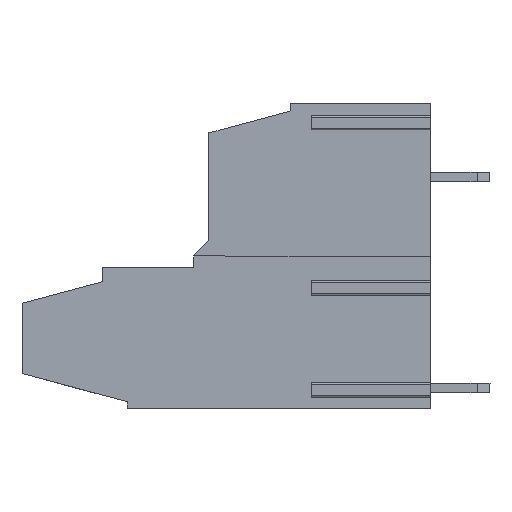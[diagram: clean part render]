
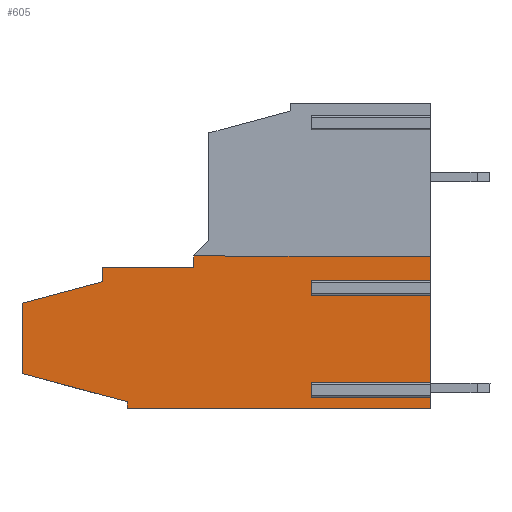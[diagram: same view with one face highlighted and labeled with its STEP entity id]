
A CAD part, left-side view. The second image highlights one B-rep face of the part: STEP entity #605.
In plain terms, the highlighted planar face has unit normal (-1, 0, 0).
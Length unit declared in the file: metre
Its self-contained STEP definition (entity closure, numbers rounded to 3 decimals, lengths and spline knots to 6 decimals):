
#605=ADVANCED_FACE('',(#1300),#1301,.T.);
#1300=FACE_OUTER_BOUND('',#2085,.T.);
#1301=PLANE('',#2086);
#2085=EDGE_LOOP('',(#3817,#3818,#3819,#3820,#3821,#3822,#3823,#3824,#3825,#3826,#3827,#3828,#3829,#3830,#3831,#3832,#3833,#3834));
#2086=AXIS2_PLACEMENT_3D('',#3835,#3836,#3837);
#3817=ORIENTED_EDGE('',*,*,#4638,.T.);
#3818=ORIENTED_EDGE('',*,*,#4958,.F.);
#3819=ORIENTED_EDGE('',*,*,#5312,.F.);
#3820=ORIENTED_EDGE('',*,*,#5313,.T.);
#3821=ORIENTED_EDGE('',*,*,#5314,.T.);
#3822=ORIENTED_EDGE('',*,*,#4832,.T.);
#3823=ORIENTED_EDGE('',*,*,#5281,.T.);
#3824=ORIENTED_EDGE('',*,*,#5229,.T.);
#3825=ORIENTED_EDGE('',*,*,#5315,.T.);
#3826=ORIENTED_EDGE('',*,*,#5108,.T.);
#3827=ORIENTED_EDGE('',*,*,#5122,.T.);
#3828=ORIENTED_EDGE('',*,*,#5257,.T.);
#3829=ORIENTED_EDGE('',*,*,#5148,.T.);
#3830=ORIENTED_EDGE('',*,*,#5316,.T.);
#3831=ORIENTED_EDGE('',*,*,#5022,.T.);
#3832=ORIENTED_EDGE('',*,*,#5035,.F.);
#3833=ORIENTED_EDGE('',*,*,#5086,.F.);
#3834=ORIENTED_EDGE('',*,*,#5317,.T.);
#3835=CARTESIAN_POINT('',(-0.0025,0.026338,-0.020338));
#3836=DIRECTION('',(-1.0,0.,0.));
#3837=DIRECTION('',(0.,0.0,1.0));
#4638=EDGE_CURVE('',#5546,#5543,#5547,.T.);
#4832=EDGE_CURVE('',#5852,#5885,#5887,.T.);
#4958=EDGE_CURVE('',#6085,#5543,#6087,.T.);
#5022=EDGE_CURVE('',#6182,#6180,#6183,.T.);
#5035=EDGE_CURVE('',#6203,#6180,#6205,.T.);
#5086=EDGE_CURVE('',#6277,#6203,#6279,.T.);
#5108=EDGE_CURVE('',#6306,#6308,#6310,.T.);
#5122=EDGE_CURVE('',#6308,#6326,#6328,.T.);
#5148=EDGE_CURVE('',#6361,#6363,#6365,.T.);
#5229=EDGE_CURVE('',#6479,#6477,#6480,.T.);
#5257=EDGE_CURVE('',#6326,#6361,#6515,.T.);
#5281=EDGE_CURVE('',#5885,#6479,#6545,.T.);
#5312=EDGE_CURVE('',#6584,#6085,#6585,.T.);
#5313=EDGE_CURVE('',#6584,#6586,#6587,.T.);
#5314=EDGE_CURVE('',#6586,#5852,#6588,.T.);
#5315=EDGE_CURVE('',#6477,#6306,#6589,.T.);
#5316=EDGE_CURVE('',#6363,#6182,#6590,.T.);
#5317=EDGE_CURVE('',#6277,#5546,#6591,.T.);
#5543=VERTEX_POINT('',#6861);
#5546=VERTEX_POINT('',#6864);
#5547=LINE('',#6865,#6866);
#5852=VERTEX_POINT('',#7304);
#5885=VERTEX_POINT('',#7354);
#5887=LINE('',#7357,#7358);
#6085=VERTEX_POINT('',#7647);
#6087=LINE('',#7649,#7650);
#6180=VERTEX_POINT('',#7783);
#6182=VERTEX_POINT('',#7785);
#6183=LINE('',#7786,#7787);
#6203=VERTEX_POINT('',#7813);
#6205=LINE('',#7815,#7816);
#6277=VERTEX_POINT('',#7922);
#6279=LINE('',#7924,#7925);
#6306=VERTEX_POINT('',#7962);
#6308=VERTEX_POINT('',#7965);
#6310=LINE('',#7968,#7969);
#6326=VERTEX_POINT('',#7990);
#6328=LINE('',#7993,#7994);
#6361=VERTEX_POINT('',#8045);
#6363=VERTEX_POINT('',#8048);
#6365=LINE('',#8051,#8052);
#6477=VERTEX_POINT('',#8205);
#6479=VERTEX_POINT('',#8208);
#6480=LINE('',#8209,#8210);
#6515=LINE('',#8260,#8261);
#6545=LINE('',#8302,#8303);
#6584=VERTEX_POINT('',#8355);
#6585=LINE('',#8356,#8357);
#6586=VERTEX_POINT('',#8358);
#6587=LINE('',#8359,#8360);
#6588=LINE('',#8361,#8362);
#6589=LINE('',#8363,#8364);
#6590=LINE('',#8365,#8366);
#6591=LINE('',#8367,#8368);
#6861=CARTESIAN_POINT('',(-0.0025,0.0086,-0.01384));
#6864=CARTESIAN_POINT('',(-0.0025,0.,-0.01384));
#6865=CARTESIAN_POINT('',(-0.0025,0.,-0.01384));
#6866=VECTOR('',#8630,1.0);
#7304=CARTESIAN_POINT('',(-0.0025,0.0171,-0.011));
#7354=CARTESIAN_POINT('',(-0.0025,0.0171,-0.0118));
#7357=CARTESIAN_POINT('',(-0.0025,0.0171,-0.01185));
#7358=VECTOR('',#8838,1.0);
#7647=CARTESIAN_POINT('',(-0.0025,0.0086,-0.01282));
#7649=CARTESIAN_POINT('',(-0.0025,0.0086,-0.01384));
#7650=VECTOR('',#8965,1.0);
#7783=CARTESIAN_POINT('',(-0.0025,0.0086,-0.02119));
#7785=CARTESIAN_POINT('',(-0.0025,0.,-0.02119));
#7786=CARTESIAN_POINT('',(-0.0025,0.,-0.02119));
#7787=VECTOR('',#9027,1.0);
#7813=CARTESIAN_POINT('',(-0.0025,0.0086,-0.02017));
#7815=CARTESIAN_POINT('',(-0.0025,0.0086,-0.02119));
#7816=VECTOR('',#9046,1.0);
#7922=CARTESIAN_POINT('',(-0.0025,0.,-0.02017));
#7924=CARTESIAN_POINT('',(-0.0025,0.,-0.02017));
#7925=VECTOR('',#9093,1.0);
#7962=CARTESIAN_POINT('',(-0.0025,0.0295,-0.01441));
#7965=CARTESIAN_POINT('',(-0.0025,0.0295,-0.01949));
#7968=CARTESIAN_POINT('',(-0.0025,0.0295,-0.01949));
#7969=VECTOR('',#9115,1.0);
#7990=CARTESIAN_POINT('',(-0.0025,0.0219,-0.021527));
#7993=CARTESIAN_POINT('',(-0.0025,0.022,-0.0215));
#7994=VECTOR('',#9131,1.0);
#8045=CARTESIAN_POINT('',(-0.0025,0.0219,-0.022));
#8048=CARTESIAN_POINT('',(-0.0025,0.,-0.022));
#8051=CARTESIAN_POINT('',(-0.0025,0.,-0.022));
#8052=VECTOR('',#9152,1.0);
#8205=CARTESIAN_POINT('',(-0.0025,0.0237,-0.012854));
#8208=CARTESIAN_POINT('',(-0.0025,0.0237,-0.0118));
#8209=CARTESIAN_POINT('',(-0.0025,0.0237,-0.0128));
#8210=VECTOR('',#9237,1.0);
#8260=CARTESIAN_POINT('',(-0.0025,0.0219,-0.022));
#8261=VECTOR('',#9259,1.0);
#8302=CARTESIAN_POINT('',(-0.0025,0.0235,-0.0118));
#8303=VECTOR('',#9280,1.0);
#8355=CARTESIAN_POINT('',(-0.0025,0.,-0.01282));
#8356=CARTESIAN_POINT('',(-0.0025,0.,-0.01282));
#8357=VECTOR('',#9315,1.0);
#8358=CARTESIAN_POINT('',(-0.0025,0.,-0.011));
#8359=CARTESIAN_POINT('',(-0.0025,0.,0.));
#8360=VECTOR('',#9316,1.0);
#8361=CARTESIAN_POINT('',(-0.0025,0.026338,-0.011));
#8362=VECTOR('',#9317,1.0);
#8363=CARTESIAN_POINT('',(-0.0025,0.0295,-0.01441));
#8364=VECTOR('',#9318,1.0);
#8365=CARTESIAN_POINT('',(-0.0025,0.,0.));
#8366=VECTOR('',#9319,1.0);
#8367=CARTESIAN_POINT('',(-0.0025,0.,0.));
#8368=VECTOR('',#9320,1.0);
#8630=DIRECTION('',(0.,1.0,0.));
#8838=DIRECTION('',(0.,0.,-1.0));
#8965=DIRECTION('',(0.,0.,-1.0));
#9027=DIRECTION('',(0.,1.0,0.));
#9046=DIRECTION('',(0.,0.,-1.0));
#9093=DIRECTION('',(0.,1.0,0.));
#9115=DIRECTION('',(0.,0.,-1.0));
#9131=DIRECTION('',(0.,-0.966,-0.259));
#9152=DIRECTION('',(0.,-1.0,0.));
#9237=DIRECTION('',(0.,0.,-1.0));
#9259=DIRECTION('',(0.,0.,-1.0));
#9280=DIRECTION('',(0.,1.0,0.));
#9315=DIRECTION('',(0.,1.0,0.));
#9316=DIRECTION('',(0.,0.,1.0));
#9317=DIRECTION('',(0.,1.0,0.));
#9318=DIRECTION('',(0.,0.966,-0.259));
#9319=DIRECTION('',(0.,0.,1.0));
#9320=DIRECTION('',(0.,0.,1.0));
